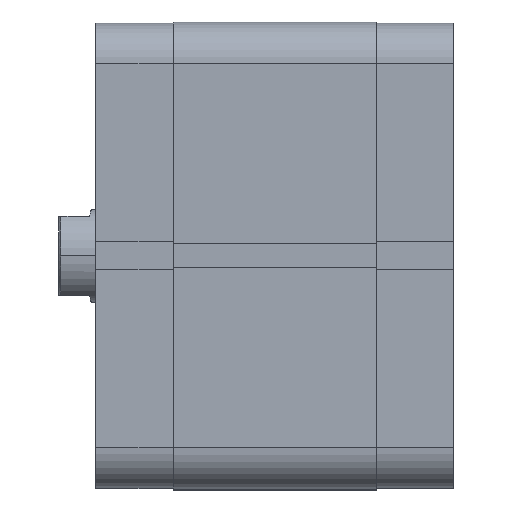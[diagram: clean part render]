
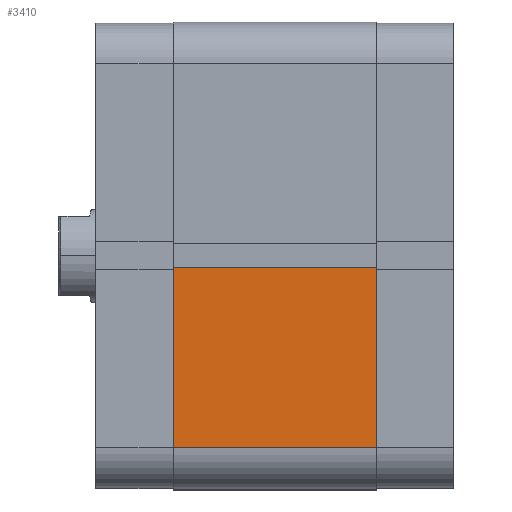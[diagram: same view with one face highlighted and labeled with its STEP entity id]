
A CAD part, top view. The second image highlights one B-rep face of the part: STEP entity #3410.
In plain terms, the highlighted face is planar.
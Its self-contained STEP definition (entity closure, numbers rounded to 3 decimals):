
#148 = EDGE_CURVE ( 'NONE', #2947, #2948, #1761, .T. ) ;
#300 = EDGE_CURVE ( 'NONE', #2948, #2954, #2001, .T. ) ;
#301 = EDGE_CURVE ( 'NONE', #2947, #2936, #2003, .T. ) ;
#357 = EDGE_CURVE ( 'NONE', #2936, #2954, #2108, .T. ) ;
#616 = AXIS2_PLACEMENT_3D ( 'NONE', #5687, #5690, #5691 ) ;
#1157 = EDGE_LOOP ( 'NONE', ( #2476, #2641, #2603, #2633 ) ) ;
#1761 = LINE ( 'NONE', #3754, #1762 ) ;
#1762 = VECTOR ( 'NONE', #3755, 1000. ) ;
#2001 = LINE ( 'NONE', #4116, #2006 ) ;
#2003 = LINE ( 'NONE', #4118, #2008 ) ;
#2006 = VECTOR ( 'NONE', #4119, 1000. ) ;
#2008 = VECTOR ( 'NONE', #4121, 1000. ) ;
#2101 = VECTOR ( 'NONE', #4245, 1000. ) ;
#2108 = LINE ( 'NONE', #4238, #2101 ) ;
#2476 = ORIENTED_EDGE ( 'NONE', *, *, #357, .T. ) ;
#2603 = ORIENTED_EDGE ( 'NONE', *, *, #148, .F. ) ;
#2633 = ORIENTED_EDGE ( 'NONE', *, *, #301, .T. ) ;
#2641 = ORIENTED_EDGE ( 'NONE', *, *, #300, .F. ) ;
#2936 = VERTEX_POINT ( 'NONE', #4571 ) ;
#2947 = VERTEX_POINT ( 'NONE', #4582 ) ;
#2948 = VERTEX_POINT ( 'NONE', #4583 ) ;
#2954 = VERTEX_POINT ( 'NONE', #4589 ) ;
#3410 = ADVANCED_FACE ( 'NONE', ( #5030 ), #5688, .F. ) ;
#3754 = CARTESIAN_POINT ( 'NONE',  ( 2.6, 50., 43.5 ) ) ;
#3755 = DIRECTION ( 'NONE',  ( -1., 0., 0. ) ) ;
#4116 = CARTESIAN_POINT ( 'NONE',  ( 2.6, 50., 43.5 ) ) ;
#4118 = CARTESIAN_POINT ( 'NONE',  ( 41., 50., 43.5 ) ) ;
#4119 = DIRECTION ( 'NONE',  ( 0., 0., -1. ) ) ;
#4121 = DIRECTION ( 'NONE',  ( 0., 0., -1. ) ) ;
#4238 = CARTESIAN_POINT ( 'NONE',  ( 2.6, 50., 0. ) ) ;
#4245 = DIRECTION ( 'NONE',  ( -1., 0., 0. ) ) ;
#4571 = CARTESIAN_POINT ( 'NONE',  ( 41., 50., 0. ) ) ;
#4582 = CARTESIAN_POINT ( 'NONE',  ( 41., 50., 43.5 ) ) ;
#4583 = CARTESIAN_POINT ( 'NONE',  ( 2.6, 50., 43.5 ) ) ;
#4589 = CARTESIAN_POINT ( 'NONE',  ( 2.6, 50., 0. ) ) ;
#5030 = FACE_OUTER_BOUND ( 'NONE', #1157, .T. ) ;
#5687 = CARTESIAN_POINT ( 'NONE',  ( 2.6, 50., 43.5 ) ) ;
#5688 = PLANE ( 'NONE',  #616 ) ;
#5690 = DIRECTION ( 'NONE',  ( 0., -1., 0. ) ) ;
#5691 = DIRECTION ( 'NONE',  ( 1., 0., 0. ) ) ;
